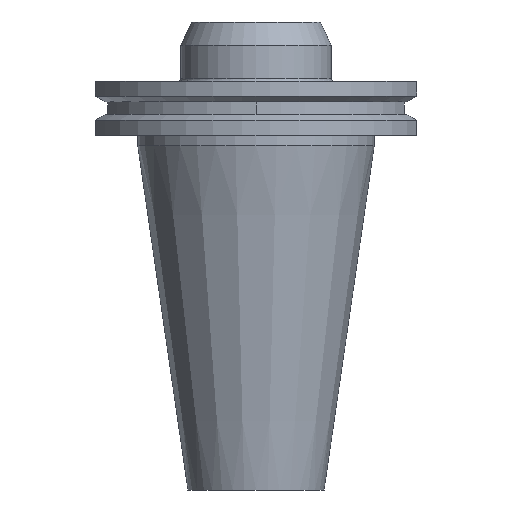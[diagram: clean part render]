
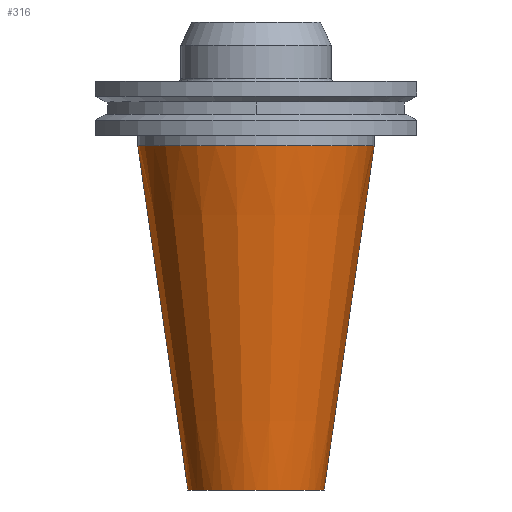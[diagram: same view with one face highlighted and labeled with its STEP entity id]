
A CAD part, front view. The second image highlights one B-rep face of the part: STEP entity #316.
In plain terms, the highlighted conical face has half-angle 8.297 degrees and reference radius 20.108 mm.
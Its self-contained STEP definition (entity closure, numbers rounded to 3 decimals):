
#6 = ORIENTED_EDGE ( 'NONE', *, *, #737, .T. ) ;
#26 = CARTESIAN_POINT ( 'NONE',  ( 20.108, 0., -101.6 ) ) ;
#82 = ORIENTED_EDGE ( 'NONE', *, *, #1307, .F. ) ;
#91 = CARTESIAN_POINT ( 'NONE',  ( 0., 0., 0. ) ) ;
#122 = EDGE_CURVE ( 'NONE', #1629, #1049, #901, .T. ) ;
#197 = VERTEX_POINT ( 'NONE', #995 ) ;
#204 = DIRECTION ( 'NONE',  ( 1., 0., 0. ) ) ;
#256 = AXIS2_PLACEMENT_3D ( 'NONE', #1706, #1680, #1639 ) ;
#304 = LINE ( 'NONE', #26, #2056 ) ;
#316 = ADVANCED_FACE ( 'NONE', ( #2019 ), #1034, .T. ) ;
#467 = EDGE_CURVE ( 'NONE', #197, #1418, #2093, .T. ) ;
#658 = DIRECTION ( 'NONE',  ( 1., 0., 0. ) ) ;
#710 = CARTESIAN_POINT ( 'NONE',  ( 0., 0., -101.6 ) ) ;
#737 = EDGE_CURVE ( 'NONE', #1629, #197, #304, .T. ) ;
#883 = EDGE_LOOP ( 'NONE', ( #82, #1839, #6, #1885 ) ) ;
#901 = CIRCLE ( 'NONE', #256, 20.108 ) ;
#995 = CARTESIAN_POINT ( 'NONE',  ( 34.925, 0., 0. ) ) ;
#1003 = LINE ( 'NONE', #1823, #1414 ) ;
#1034 = CONICAL_SURFACE ( 'NONE', #1556, 20.108, 0.145 ) ;
#1049 = VERTEX_POINT ( 'NONE', #1225 ) ;
#1060 = AXIS2_PLACEMENT_3D ( 'NONE', #91, #1476, #204 ) ;
#1225 = CARTESIAN_POINT ( 'NONE',  ( -20.108, 0., -101.6 ) ) ;
#1307 = EDGE_CURVE ( 'NONE', #1049, #1418, #1003, .T. ) ;
#1414 = VECTOR ( 'NONE', #2007, 1000. ) ;
#1418 = VERTEX_POINT ( 'NONE', #2183 ) ;
#1476 = DIRECTION ( 'NONE',  ( 0., 0., -1. ) ) ;
#1556 = AXIS2_PLACEMENT_3D ( 'NONE', #710, #2201, #658 ) ;
#1629 = VERTEX_POINT ( 'NONE', #1879 ) ;
#1639 = DIRECTION ( 'NONE',  ( 1., 0., 0. ) ) ;
#1680 = DIRECTION ( 'NONE',  ( 0., 0., -1. ) ) ;
#1706 = CARTESIAN_POINT ( 'NONE',  ( 0., 0., -101.6 ) ) ;
#1742 = DIRECTION ( 'NONE',  ( 0.144, 0., 0.99 ) ) ;
#1823 = CARTESIAN_POINT ( 'NONE',  ( -20.108, 0., -101.6 ) ) ;
#1839 = ORIENTED_EDGE ( 'NONE', *, *, #122, .F. ) ;
#1879 = CARTESIAN_POINT ( 'NONE',  ( 20.108, 0., -101.6 ) ) ;
#1885 = ORIENTED_EDGE ( 'NONE', *, *, #467, .T. ) ;
#2007 = DIRECTION ( 'NONE',  ( -0.144, 0., 0.99 ) ) ;
#2019 = FACE_OUTER_BOUND ( 'NONE', #883, .T. ) ;
#2056 = VECTOR ( 'NONE', #1742, 1000. ) ;
#2093 = CIRCLE ( 'NONE', #1060, 34.925 ) ;
#2183 = CARTESIAN_POINT ( 'NONE',  ( -34.925, 0., 0. ) ) ;
#2201 = DIRECTION ( 'NONE',  ( 0., 0., 1. ) ) ;
